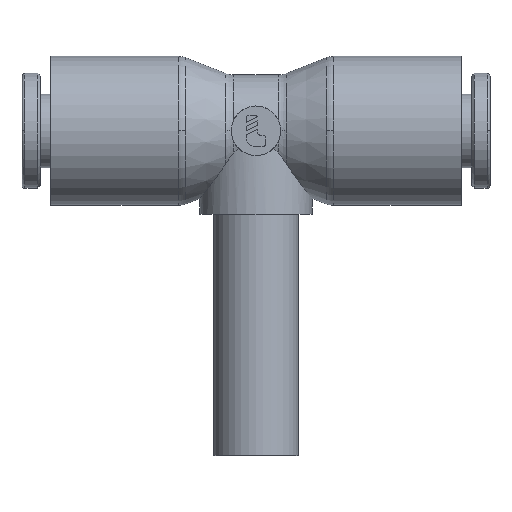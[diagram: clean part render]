
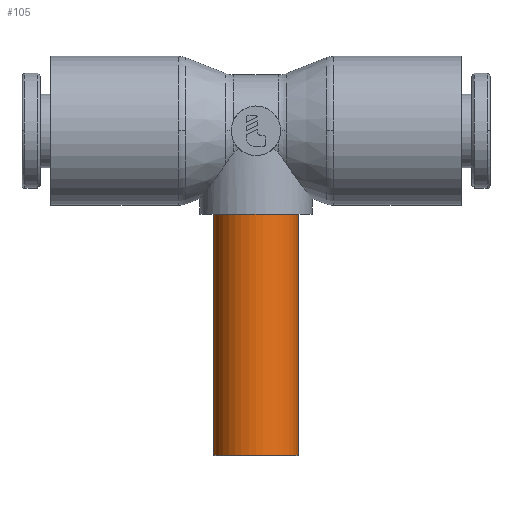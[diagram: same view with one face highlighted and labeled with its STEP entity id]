
A CAD part, top view. The second image highlights one B-rep face of the part: STEP entity #105.
In plain terms, the highlighted cylindrical face has radius 3 mm (diameter 6 mm), a partial arc.
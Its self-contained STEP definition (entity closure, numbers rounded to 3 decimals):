
#105=ADVANCED_FACE('',(#251),#252,.T.);
#251=FACE_OUTER_BOUND('',#426,.T.);
#252=CYLINDRICAL_SURFACE('',#427,3.0);
#426=EDGE_LOOP('',(#961,#962,#963,#964));
#427=AXIS2_PLACEMENT_3D('',#965,#966,#967);
#961=ORIENTED_EDGE('',*,*,#1220,.T.);
#962=ORIENTED_EDGE('',*,*,#1331,.T.);
#963=ORIENTED_EDGE('',*,*,#1222,.T.);
#964=ORIENTED_EDGE('',*,*,#1334,.F.);
#965=CARTESIAN_POINT('',(0.0,11.445,0.0));
#966=DIRECTION('',(-0.0,1.0,0.0));
#967=DIRECTION('',(1.0,0.0,0.0));
#1220=EDGE_CURVE('',#1497,#1498,#1499,.T.);
#1222=EDGE_CURVE('',#1502,#1500,#1503,.T.);
#1331=EDGE_CURVE('',#1498,#1502,#1676,.T.);
#1334=EDGE_CURVE('',#1497,#1500,#1679,.T.);
#1497=VERTEX_POINT('',#1961);
#1498=VERTEX_POINT('',#1962);
#1499=LINE('',#1963,#1964);
#1500=VERTEX_POINT('',#1965);
#1502=VERTEX_POINT('',#1967);
#1503=LINE('',#1968,#1969);
#1676=CIRCLE('',#2589,3.0);
#1679=CIRCLE('',#2592,3.0);
#1961=CARTESIAN_POINT('',(3.0,0.0,0.0));
#1962=CARTESIAN_POINT('',(3.0,17.0,0.));
#1963=CARTESIAN_POINT('',(3.0,11.445,0.));
#1964=VECTOR('',#2783,1.0);
#1965=CARTESIAN_POINT('',(-3.0,0.0,0.));
#1967=CARTESIAN_POINT('',(-3.0,17.0,0.));
#1968=CARTESIAN_POINT('',(-3.0,11.445,0.));
#1969=VECTOR('',#2787,1.0);
#2589=AXIS2_PLACEMENT_3D('',#2953,#2954,#2955);
#2592=AXIS2_PLACEMENT_3D('',#2962,#2963,#2964);
#2783=DIRECTION('',(0.0,1.0,0.0));
#2787=DIRECTION('',(-0.0,-1.0,-0.0));
#2953=CARTESIAN_POINT('',(0.0,17.0,0.0));
#2954=DIRECTION('',(0.0,-1.0,0.0));
#2955=DIRECTION('',(1.0,0.0,0.0));
#2962=CARTESIAN_POINT('',(0.0,0.0,0.0));
#2963=DIRECTION('',(0.0,-1.0,0.0));
#2964=DIRECTION('',(1.0,0.0,0.0));
